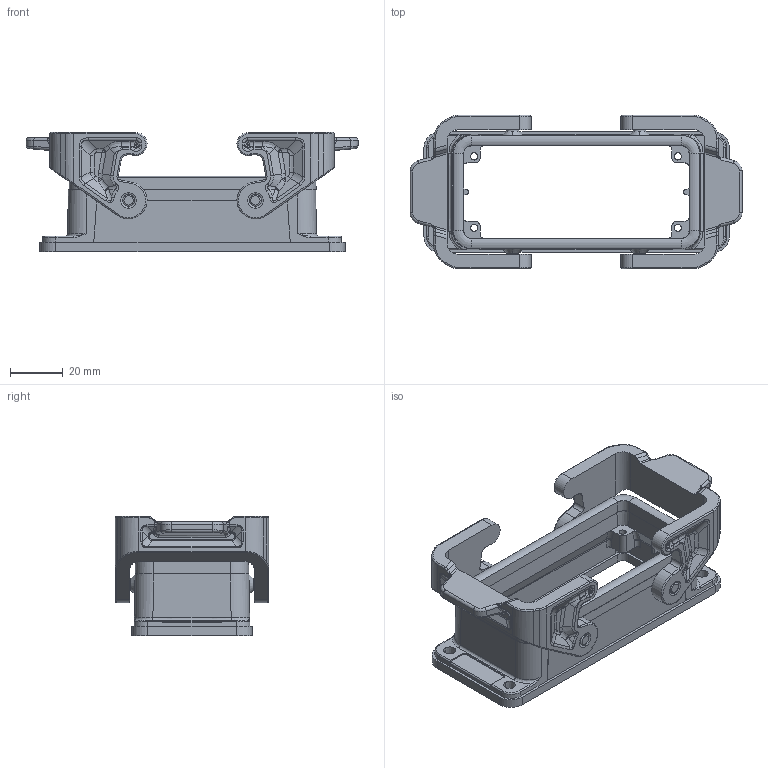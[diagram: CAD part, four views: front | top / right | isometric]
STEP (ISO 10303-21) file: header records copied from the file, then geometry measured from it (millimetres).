
FILE_DESCRIPTION(('Creo Elements/Direct Modeling STEP Export'),'2;1');
FILE_NAME('0ln7uvk5tno90eh968','2023-11-15T16:36:03',(''),(''),'Creo Elements/Direct Modeling STEP processor for AP214 (Solid Model)','Creo Elements/Direct Modeling 20.1B 02-Apr-2019 (C) Parametric Technology GmbH','');
FILE_SCHEMA(('AUTOMOTIVE_DESIGN { 1 0 10303 214 1 1 1 1 }'));
Products named in the file (2): JPI 16
Assembly tree (1 placements, depth 2):
  JPI 16
    JPI 16
Bounding box: 125.5 x 58.07 x 45 mm (x, y, z)
Volume: 55277.4 mm3; surface area: 34922.4 mm2
Topology: 1 solids, 1 shells, 922 faces, 2287 edges, 1380 vertices
Faces by surface type: cylinder 299, bspline 268, plane 245, torus 60, cone 44, extrusion 6
Entity records: 83010 total; most frequent: CARTESIAN_POINT 56871, ORIENTED_EDGE 4558, DIRECTION 3045, EDGE_CURVE 2279, VERTEX_POINT 1380, AXIS2_PLACEMENT_3D 1076, EDGE_LOOP 965, COLOUR_RGB 923
